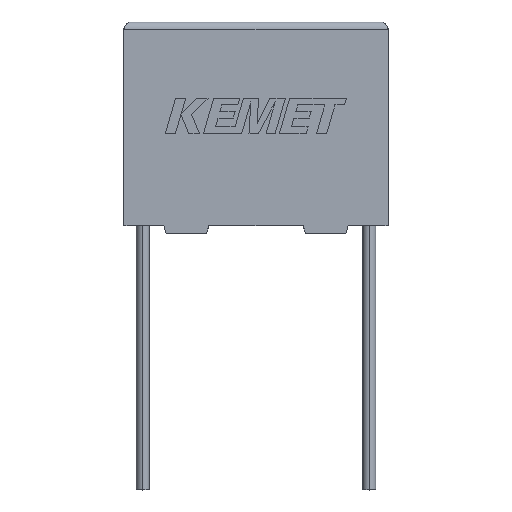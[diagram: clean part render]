
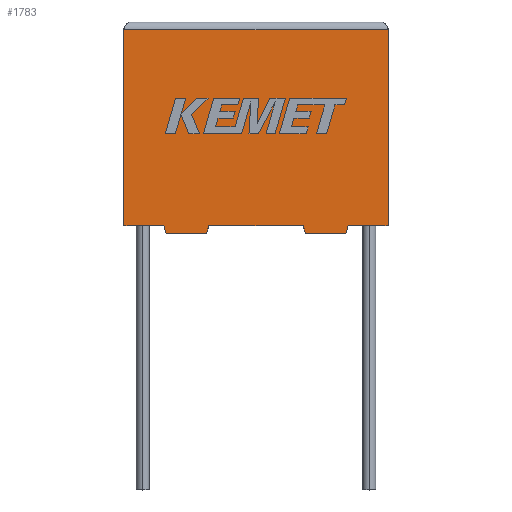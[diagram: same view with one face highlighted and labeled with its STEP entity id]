
A CAD part, top view. The second image highlights one B-rep face of the part: STEP entity #1783.
In plain terms, the highlighted planar face has unit normal (0, 0, 1).
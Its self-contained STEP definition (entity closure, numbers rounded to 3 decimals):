
#1 = LINE ( 'NONE', #2473, #2049 ) ;
#5 = CARTESIAN_POINT ( 'NONE',  ( 17.5, 13., 7. ) ) ;
#15 = VECTOR ( 'NONE', #569, 1000. ) ;
#30 = LINE ( 'NONE', #111, #947 ) ;
#62 = VECTOR ( 'NONE', #1359, 1000. ) ;
#101 = VECTOR ( 'NONE', #1785, 1000. ) ;
#111 = CARTESIAN_POINT ( 'NONE',  ( 5.478, -0.5, 7. ) ) ;
#112 = ORIENTED_EDGE ( 'NONE', *, *, #2866, .T. ) ;
#196 = AXIS2_PLACEMENT_3D ( 'NONE', #2936, #1880, #2889 ) ;
#210 = EDGE_CURVE ( 'NONE', #1796, #2040, #1953, .T. ) ;
#263 = ORIENTED_EDGE ( 'NONE', *, *, #2253, .T. ) ;
#278 = LINE ( 'NONE', #2013, #2903 ) ;
#316 = LINE ( 'NONE', #753, #2399 ) ;
#361 = CARTESIAN_POINT ( 'NONE',  ( 0., 0., 7. ) ) ;
#375 = DIRECTION ( 'NONE',  ( 0., 1., 0. ) ) ;
#409 = LINE ( 'NONE', #3206, #1889 ) ;
#518 = VERTEX_POINT ( 'NONE', #1049 ) ;
#562 = ORIENTED_EDGE ( 'NONE', *, *, #2178, .F. ) ;
#569 = DIRECTION ( 'NONE',  ( 1., 0., 0. ) ) ;
#578 = CARTESIAN_POINT ( 'NONE',  ( 2.8, -0.5, 7. ) ) ;
#603 = ORIENTED_EDGE ( 'NONE', *, *, #3050, .T. ) ;
#613 = FACE_OUTER_BOUND ( 'NONE', #3118, .T. ) ;
#622 = CARTESIAN_POINT ( 'NONE',  ( 14.85, 0., 7. ) ) ;
#627 = CARTESIAN_POINT ( 'NONE',  ( 14.7, -0.5, 7. ) ) ;
#699 = CARTESIAN_POINT ( 'NONE',  ( 12.023, -0.5, 7. ) ) ;
#705 = DIRECTION ( 'NONE',  ( -1., 0., 0. ) ) ;
#714 = VERTEX_POINT ( 'NONE', #2584 ) ;
#719 = CARTESIAN_POINT ( 'NONE',  ( 0., 0., 7. ) ) ;
#753 = CARTESIAN_POINT ( 'NONE',  ( 0., 0., 7. ) ) ;
#829 = DIRECTION ( 'NONE',  ( 1., 0., 0. ) ) ;
#855 = LINE ( 'NONE', #1826, #3192 ) ;
#882 = DIRECTION ( 'NONE',  ( 0.287, -0.958, 0. ) ) ;
#947 = VECTOR ( 'NONE', #2607, 1000. ) ;
#991 = DIRECTION ( 'NONE',  ( -1., 0., 0. ) ) ;
#1038 = EDGE_CURVE ( 'NONE', #1435, #3242, #316, .T. ) ;
#1049 = CARTESIAN_POINT ( 'NONE',  ( 5.628, 0., 7. ) ) ;
#1188 = EDGE_CURVE ( 'NONE', #2746, #1702, #855, .T. ) ;
#1286 = DIRECTION ( 'NONE',  ( 1., 0., 0. ) ) ;
#1359 = DIRECTION ( 'NONE',  ( -0.287, -0.958, 0. ) ) ;
#1373 = LINE ( 'NONE', #1672, #1674 ) ;
#1395 = DIRECTION ( 'NONE',  ( 1., 0., 0. ) ) ;
#1435 = VERTEX_POINT ( 'NONE', #622 ) ;
#1470 = CARTESIAN_POINT ( 'NONE',  ( 5.478, -0.5, 7. ) ) ;
#1506 = DIRECTION ( 'NONE',  ( -0.287, 0.958, 0. ) ) ;
#1574 = LINE ( 'NONE', #2067, #2165 ) ;
#1636 = ORIENTED_EDGE ( 'NONE', *, *, #1682, .T. ) ;
#1672 = CARTESIAN_POINT ( 'NONE',  ( 17.5, 0., 7. ) ) ;
#1674 = VECTOR ( 'NONE', #375, 1000. ) ;
#1682 = EDGE_CURVE ( 'NONE', #1751, #3006, #2041, .T. ) ;
#1702 = VERTEX_POINT ( 'NONE', #578 ) ;
#1751 = VERTEX_POINT ( 'NONE', #2586 ) ;
#1783 = ADVANCED_FACE ( 'NONE', ( #613 ), #1866, .F. ) ;
#1785 = DIRECTION ( 'NONE',  ( 0., -1., 0. ) ) ;
#1796 = VERTEX_POINT ( 'NONE', #627 ) ;
#1824 = CARTESIAN_POINT ( 'NONE',  ( 2.65, 0., 7. ) ) ;
#1826 = CARTESIAN_POINT ( 'NONE',  ( 2.65, 0., 7. ) ) ;
#1866 = PLANE ( 'NONE',  #196 ) ;
#1880 = DIRECTION ( 'NONE',  ( 0., 0., -1. ) ) ;
#1889 = VECTOR ( 'NONE', #1395, 1000. ) ;
#1900 = ORIENTED_EDGE ( 'NONE', *, *, #3070, .T. ) ;
#1953 = LINE ( 'NONE', #2971, #2079 ) ;
#2013 = CARTESIAN_POINT ( 'NONE',  ( 12.023, -0.5, 7. ) ) ;
#2040 = VERTEX_POINT ( 'NONE', #699 ) ;
#2041 = LINE ( 'NONE', #2074, #101 ) ;
#2049 = VECTOR ( 'NONE', #991, 1000. ) ;
#2067 = CARTESIAN_POINT ( 'NONE',  ( 0., 0., 7. ) ) ;
#2074 = CARTESIAN_POINT ( 'NONE',  ( 0., 0., 7. ) ) ;
#2079 = VECTOR ( 'NONE', #705, 1000. ) ;
#2165 = VECTOR ( 'NONE', #829, 1000. ) ;
#2178 = EDGE_CURVE ( 'NONE', #1435, #1796, #2362, .T. ) ;
#2253 = EDGE_CURVE ( 'NONE', #2600, #1751, #1, .T. ) ;
#2296 = VERTEX_POINT ( 'NONE', #1470 ) ;
#2362 = LINE ( 'NONE', #3183, #62 ) ;
#2399 = VECTOR ( 'NONE', #1286, 1000. ) ;
#2401 = ORIENTED_EDGE ( 'NONE', *, *, #3205, .T. ) ;
#2408 = CARTESIAN_POINT ( 'NONE',  ( 17.5, 0., 7. ) ) ;
#2425 = ORIENTED_EDGE ( 'NONE', *, *, #1038, .T. ) ;
#2452 = ORIENTED_EDGE ( 'NONE', *, *, #3096, .T. ) ;
#2473 = CARTESIAN_POINT ( 'NONE',  ( 0., 13., 7. ) ) ;
#2584 = CARTESIAN_POINT ( 'NONE',  ( 11.873, 0., 7. ) ) ;
#2586 = CARTESIAN_POINT ( 'NONE',  ( 0., 13., 7. ) ) ;
#2600 = VERTEX_POINT ( 'NONE', #5 ) ;
#2607 = DIRECTION ( 'NONE',  ( 0.287, 0.958, 0. ) ) ;
#2746 = VERTEX_POINT ( 'NONE', #1824 ) ;
#2794 = LINE ( 'NONE', #361, #15 ) ;
#2866 = EDGE_CURVE ( 'NONE', #1702, #2296, #409, .T. ) ;
#2889 = DIRECTION ( 'NONE',  ( -1., 0., 0. ) ) ;
#2903 = VECTOR ( 'NONE', #1506, 1000. ) ;
#2936 = CARTESIAN_POINT ( 'NONE',  ( 0., 0., 7. ) ) ;
#2971 = CARTESIAN_POINT ( 'NONE',  ( 14.7, -0.5, 7. ) ) ;
#3006 = VERTEX_POINT ( 'NONE', #719 ) ;
#3039 = EDGE_CURVE ( 'NONE', #2040, #714, #278, .T. ) ;
#3050 = EDGE_CURVE ( 'NONE', #2296, #518, #30, .T. ) ;
#3070 = EDGE_CURVE ( 'NONE', #3006, #2746, #2794, .T. ) ;
#3096 = EDGE_CURVE ( 'NONE', #518, #714, #1574, .T. ) ;
#3107 = ORIENTED_EDGE ( 'NONE', *, *, #1188, .T. ) ;
#3118 = EDGE_LOOP ( 'NONE', ( #2401, #263, #1636, #1900, #3107, #112, #603, #2452, #3175, #3167, #562, #2425 ) ) ;
#3167 = ORIENTED_EDGE ( 'NONE', *, *, #210, .F. ) ;
#3175 = ORIENTED_EDGE ( 'NONE', *, *, #3039, .F. ) ;
#3183 = CARTESIAN_POINT ( 'NONE',  ( 14.85, 0., 7. ) ) ;
#3192 = VECTOR ( 'NONE', #882, 1000. ) ;
#3205 = EDGE_CURVE ( 'NONE', #3242, #2600, #1373, .T. ) ;
#3206 = CARTESIAN_POINT ( 'NONE',  ( 2.8, -0.5, 7. ) ) ;
#3242 = VERTEX_POINT ( 'NONE', #2408 ) ;
